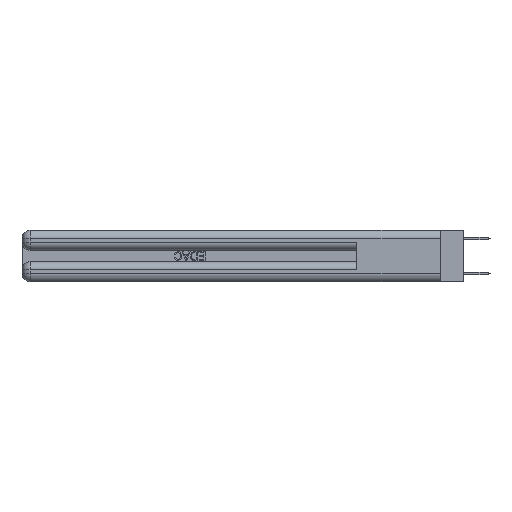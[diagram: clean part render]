
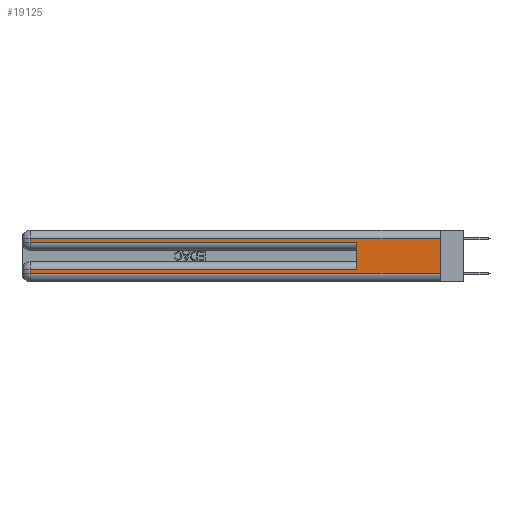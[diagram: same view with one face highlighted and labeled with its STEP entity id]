
A CAD part, left-side view. The second image highlights one B-rep face of the part: STEP entity #19125.
In plain terms, the highlighted planar face has unit normal (-1, 0, 0).
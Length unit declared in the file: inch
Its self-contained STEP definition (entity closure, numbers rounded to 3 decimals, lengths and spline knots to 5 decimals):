
#241 = EDGE_CURVE ( 'NONE', #12999, #3653, #11375, .T. ) ;
#914 = CARTESIAN_POINT ( 'NONE',  ( 0., 0., 0.06 ) ) ;
#1273 = CARTESIAN_POINT ( 'NONE',  ( 0., 0., 0.37 ) ) ;
#1743 = LINE ( 'NONE', #9919, #13202 ) ;
#2100 = EDGE_CURVE ( 'NONE', #3653, #24809, #28592, .T. ) ;
#3336 = CARTESIAN_POINT ( 'NONE',  ( 0., 0., 0.31 ) ) ;
#3345 = CARTESIAN_POINT ( 'NONE',  ( 0., 0., 0.285 ) ) ;
#3653 = VERTEX_POINT ( 'NONE', #26688 ) ;
#3686 = VECTOR ( 'NONE', #34516, 39.37008 ) ;
#3971 = ORIENTED_EDGE ( 'NONE', *, *, #8951, .T. ) ;
#4083 = DIRECTION ( 'NONE',  ( 0., -1., 0. ) ) ;
#4391 = FACE_OUTER_BOUND ( 'NONE', #32867, .T. ) ;
#4978 = CARTESIAN_POINT ( 'NONE',  ( 0., 2.94, 0.06 ) ) ;
#5788 = LINE ( 'NONE', #11409, #6065 ) ;
#6063 = LINE ( 'NONE', #3336, #25220 ) ;
#6065 = VECTOR ( 'NONE', #16863, 39.37008 ) ;
#6251 = DIRECTION ( 'NONE',  ( 0., 1., 0. ) ) ;
#6688 = VERTEX_POINT ( 'NONE', #8727 ) ;
#6837 = DIRECTION ( 'NONE',  ( 0., 0., -1. ) ) ;
#8364 = ORIENTED_EDGE ( 'NONE', *, *, #31087, .T. ) ;
#8727 = CARTESIAN_POINT ( 'NONE',  ( 0., 2.94, 0.085 ) ) ;
#8951 = EDGE_CURVE ( 'NONE', #13619, #6688, #1743, .T. ) ;
#9919 = CARTESIAN_POINT ( 'NONE',  ( 0., 0., 0.085 ) ) ;
#10720 = CARTESIAN_POINT ( 'NONE',  ( 0., 0.6, 0.285 ) ) ;
#11375 = LINE ( 'NONE', #22445, #32717 ) ;
#11409 = CARTESIAN_POINT ( 'NONE',  ( 0., 0.6, 0.145 ) ) ;
#12218 = VERTEX_POINT ( 'NONE', #4978 ) ;
#12999 = VERTEX_POINT ( 'NONE', #24857 ) ;
#13202 = VECTOR ( 'NONE', #26626, 39.37008 ) ;
#13619 = VERTEX_POINT ( 'NONE', #20410 ) ;
#14136 = VERTEX_POINT ( 'NONE', #914 ) ;
#16863 = DIRECTION ( 'NONE',  ( 0., 0., 1. ) ) ;
#17082 = CARTESIAN_POINT ( 'NONE',  ( 0., 0., 0.31 ) ) ;
#17314 = VECTOR ( 'NONE', #30702, 39.37008 ) ;
#18137 = EDGE_CURVE ( 'NONE', #20796, #14136, #20524, .T. ) ;
#18205 = PLANE ( 'NONE',  #23351 ) ;
#18689 = DIRECTION ( 'NONE',  ( 0., 0., -1. ) ) ;
#19125 = ADVANCED_FACE ( 'NONE', ( #4391 ), #18205, .F. ) ;
#19813 = ORIENTED_EDGE ( 'NONE', *, *, #23912, .T. ) ;
#20393 = CARTESIAN_POINT ( 'NONE',  ( 0., 0., 0.37 ) ) ;
#20410 = CARTESIAN_POINT ( 'NONE',  ( 0., 0.6, 0.085 ) ) ;
#20524 = LINE ( 'NONE', #1273, #3686 ) ;
#20796 = VERTEX_POINT ( 'NONE', #17082 ) ;
#21251 = EDGE_CURVE ( 'NONE', #13619, #24809, #5788, .T. ) ;
#21408 = ORIENTED_EDGE ( 'NONE', *, *, #21251, .F. ) ;
#22336 = LINE ( 'NONE', #33425, #17314 ) ;
#22445 = CARTESIAN_POINT ( 'NONE',  ( 0., 2.94, 0.37 ) ) ;
#23351 = AXIS2_PLACEMENT_3D ( 'NONE', #20393, #28562, #28919 ) ;
#23912 = EDGE_CURVE ( 'NONE', #20796, #12999, #6063, .T. ) ;
#24107 = LINE ( 'NONE', #26317, #25982 ) ;
#24628 = ORIENTED_EDGE ( 'NONE', *, *, #2100, .T. ) ;
#24809 = VERTEX_POINT ( 'NONE', #10720 ) ;
#24857 = CARTESIAN_POINT ( 'NONE',  ( 0., 2.94, 0.31 ) ) ;
#25220 = VECTOR ( 'NONE', #6251, 39.37008 ) ;
#25982 = VECTOR ( 'NONE', #18689, 39.37008 ) ;
#26317 = CARTESIAN_POINT ( 'NONE',  ( 0., 2.94, 0.37 ) ) ;
#26626 = DIRECTION ( 'NONE',  ( 0., 1., 0. ) ) ;
#26688 = CARTESIAN_POINT ( 'NONE',  ( 0., 2.94, 0.285 ) ) ;
#26882 = ORIENTED_EDGE ( 'NONE', *, *, #18137, .F. ) ;
#28562 = DIRECTION ( 'NONE',  ( 1., 0., 0. ) ) ;
#28592 = LINE ( 'NONE', #3345, #32351 ) ;
#28628 = EDGE_CURVE ( 'NONE', #6688, #12218, #24107, .T. ) ;
#28919 = DIRECTION ( 'NONE',  ( 0., 0., -1. ) ) ;
#30497 = ORIENTED_EDGE ( 'NONE', *, *, #241, .T. ) ;
#30702 = DIRECTION ( 'NONE',  ( 0., -1., 0. ) ) ;
#31087 = EDGE_CURVE ( 'NONE', #12218, #14136, #22336, .T. ) ;
#32116 = ORIENTED_EDGE ( 'NONE', *, *, #28628, .T. ) ;
#32351 = VECTOR ( 'NONE', #4083, 39.37008 ) ;
#32717 = VECTOR ( 'NONE', #6837, 39.37008 ) ;
#32867 = EDGE_LOOP ( 'NONE', ( #26882, #19813, #30497, #24628, #21408, #3971, #32116, #8364 ) ) ;
#33425 = CARTESIAN_POINT ( 'NONE',  ( 0., 0., 0.06 ) ) ;
#34516 = DIRECTION ( 'NONE',  ( 0., 0., -1. ) ) ;
